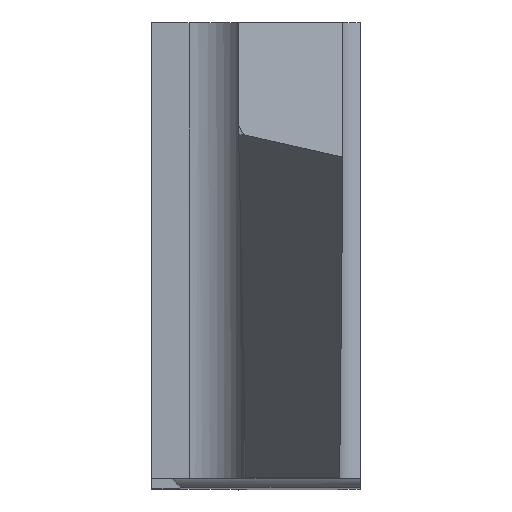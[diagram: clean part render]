
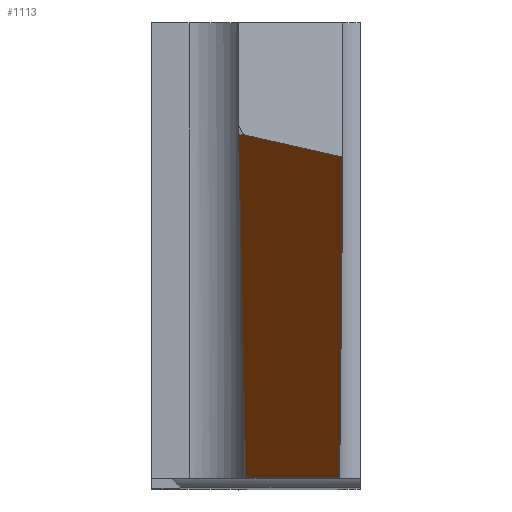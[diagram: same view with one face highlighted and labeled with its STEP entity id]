
A CAD part, top view. The second image highlights one B-rep face of the part: STEP entity #1113.
In plain terms, the highlighted planar face has unit normal (0, -0.766, 0.643).
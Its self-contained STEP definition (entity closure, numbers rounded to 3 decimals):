
#54 = VERTEX_POINT ( 'NONE', #212 ) ;
#69 = VERTEX_POINT ( 'NONE', #1169 ) ;
#159 = VECTOR ( 'NONE', #754, 1000. ) ;
#181 = LINE ( 'NONE', #739, #159 ) ;
#202 = VERTEX_POINT ( 'NONE', #1084 ) ;
#212 = CARTESIAN_POINT ( 'NONE',  ( 1.623, -3.85, 12.938 ) ) ;
#214 = EDGE_LOOP ( 'NONE', ( #420, #426, #431, #433, #437, #440 ) ) ;
#222 = CARTESIAN_POINT ( 'NONE',  ( 3.6, 2.056, 19.977 ) ) ;
#241 = CARTESIAN_POINT ( 'NONE',  ( 3.6, 2.056, 19.977 ) ) ;
#257 = VERTEX_POINT ( 'NONE', #1051 ) ;
#272 = PLANE ( 'NONE',  #766 ) ;
#325 = EDGE_CURVE ( 'NONE', #483, #257, #885, .T. ) ;
#348 = FACE_OUTER_BOUND ( 'NONE', #214, .T. ) ;
#420 = ORIENTED_EDGE ( 'NONE', *, *, #825, .T. ) ;
#422 = CARTESIAN_POINT ( 'NONE',  ( 3.243, -3.85, 12.938 ) ) ;
#426 = ORIENTED_EDGE ( 'NONE', *, *, #1195, .T. ) ;
#431 = ORIENTED_EDGE ( 'NONE', *, *, #687, .F. ) ;
#433 = ORIENTED_EDGE ( 'NONE', *, *, #616, .T. ) ;
#437 = ORIENTED_EDGE ( 'NONE', *, *, #325, .T. ) ;
#440 = ORIENTED_EDGE ( 'NONE', *, *, #656, .F. ) ;
#483 = VERTEX_POINT ( 'NONE', #930 ) ;
#515 = VERTEX_POINT ( 'NONE', #422 ) ;
#528 = CARTESIAN_POINT ( 'NONE',  ( 3.299, 1.671, 19.518 ) ) ;
#553 = DIRECTION ( 'NONE',  ( 0., 0.766, -0.643 ) ) ;
#573 = CARTESIAN_POINT ( 'NONE',  ( 3.6, -3.85, 12.938 ) ) ;
#589 = DIRECTION ( 'NONE',  ( -1., 0., 0. ) ) ;
#591 = CARTESIAN_POINT ( 'NONE',  ( 3.3, 1.671, 19.518 ) ) ;
#616 = EDGE_CURVE ( 'NONE', #515, #483, #1187, .T. ) ;
#656 = EDGE_CURVE ( 'NONE', #202, #257, #1107, .T. ) ;
#687 = EDGE_CURVE ( 'NONE', #515, #54, #1117, .T. ) ;
#695 = CARTESIAN_POINT ( 'NONE',  ( 3.3, 1.671, 19.517 ) ) ;
#739 = CARTESIAN_POINT ( 'NONE',  ( 1.501, 2.038, 19.955 ) ) ;
#754 = DIRECTION ( 'NONE',  ( 0.013, -0.643, -0.766 ) ) ;
#766 = AXIS2_PLACEMENT_3D ( 'NONE', #241, #553, #1050 ) ;
#825 = EDGE_CURVE ( 'NONE', #202, #69, #985, .T. ) ;
#885 =( BOUNDED_CURVE ( )  B_SPLINE_CURVE ( 3, ( #948, #695, #591, #528 ),
 .UNSPECIFIED., .F., .F. ) 
 B_SPLINE_CURVE_WITH_KNOTS ( ( 4, 4 ),
 ( 4.704, 6.021 ),
 .UNSPECIFIED. ) 
 CURVE ( )  GEOMETRIC_REPRESENTATION_ITEM ( )  RATIONAL_B_SPLINE_CURVE ( ( 1., 0.86, 0.86, 1. ) ) 
 REPRESENTATION_ITEM ( '' )  );
#897 = DIRECTION ( 'NONE',  ( 0.944, -0.212, -0.253 ) ) ;
#930 = CARTESIAN_POINT ( 'NONE',  ( 3.3, 1.67, 19.517 ) ) ;
#948 = CARTESIAN_POINT ( 'NONE',  ( 3.3, 1.67, 19.517 ) ) ;
#985 = LINE ( 'NONE', #222, #1344 ) ;
#1014 = CARTESIAN_POINT ( 'NONE',  ( 3.38, 1.653, 19.496 ) ) ;
#1031 = DIRECTION ( 'NONE',  ( -1., 0., 0. ) ) ;
#1050 = DIRECTION ( 'NONE',  ( 0., 0.643, 0.766 ) ) ;
#1051 = CARTESIAN_POINT ( 'NONE',  ( 3.299, 1.671, 19.518 ) ) ;
#1070 = VECTOR ( 'NONE', #1031, 1000. ) ;
#1084 = CARTESIAN_POINT ( 'NONE',  ( 1.586, 2.056, 19.977 ) ) ;
#1104 = VECTOR ( 'NONE', #897, 1000. ) ;
#1107 = LINE ( 'NONE', #1014, #1104 ) ;
#1113 = ADVANCED_FACE ( 'NONE', ( #348 ), #272, .F. ) ;
#1117 = LINE ( 'NONE', #573, #1070 ) ;
#1169 = CARTESIAN_POINT ( 'NONE',  ( 1.5, 2.056, 19.977 ) ) ;
#1175 = VECTOR ( 'NONE', #1294, 1000. ) ;
#1187 = LINE ( 'NONE', #1292, #1175 ) ;
#1195 = EDGE_CURVE ( 'NONE', #69, #54, #181, .T. ) ;
#1292 = CARTESIAN_POINT ( 'NONE',  ( 3.304, 2.058, 19.978 ) ) ;
#1294 = DIRECTION ( 'NONE',  ( 0.007, 0.643, 0.766 ) ) ;
#1344 = VECTOR ( 'NONE', #589, 1000. ) ;
